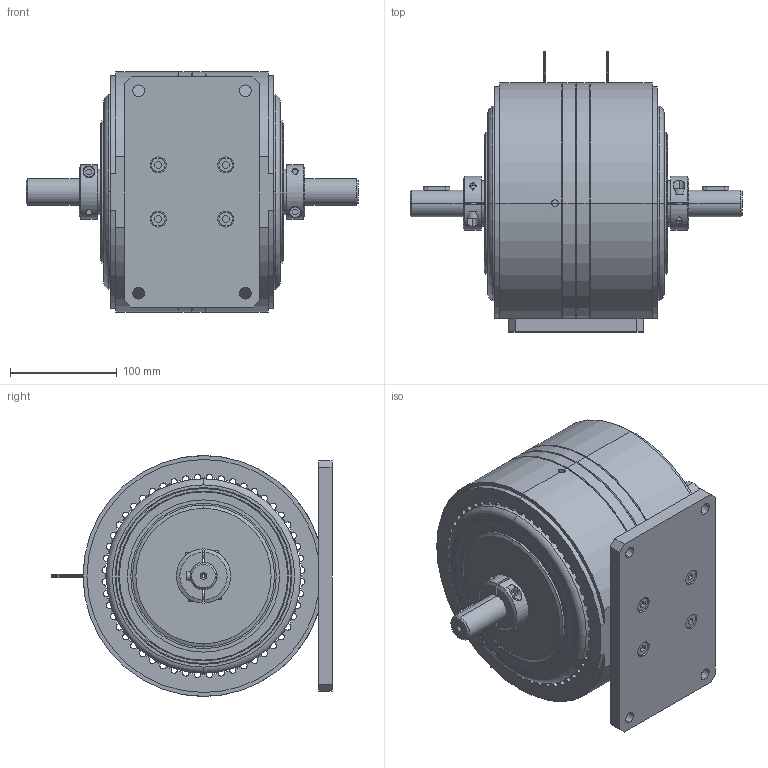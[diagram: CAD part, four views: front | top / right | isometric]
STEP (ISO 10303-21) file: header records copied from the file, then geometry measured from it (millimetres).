
FILE_DESCRIPTION (( 'STEP AP203' ), '1' );
FILE_NAME ('HB-3500M_B_EF.STEP', '2013-04-02T13:54:47', ( 'Jeff' ), ( '' ), 'SwSTEP 2.0', 'SolidWorks 2013', '' );
FILE_SCHEMA (( 'CONFIG_CONTROL_DESIGN' ));
Length unit declared in the file: inch
Products named in the file (1): HB-3500M_B_EF
Bounding box: 311.61 x 262.89 x 226.06 mm (x, y, z)
Surface area: 389041.4 mm2 (no closed solid volume)
Topology: 0 solids, 29 shells, 544 faces, 2092 edges, 1584 vertices
Faces by surface type: cylinder 304, cone 122, plane 110, bspline 4, torus 4
Entity records: 23879 total; most frequent: CARTESIAN_POINT 6841, DIRECTION 3564, ORIENTED_EDGE 3136, EDGE_CURVE 2092, VERTEX_POINT 1584, AXIS2_PLACEMENT_3D 1439, CIRCLE 898, LINE 686
